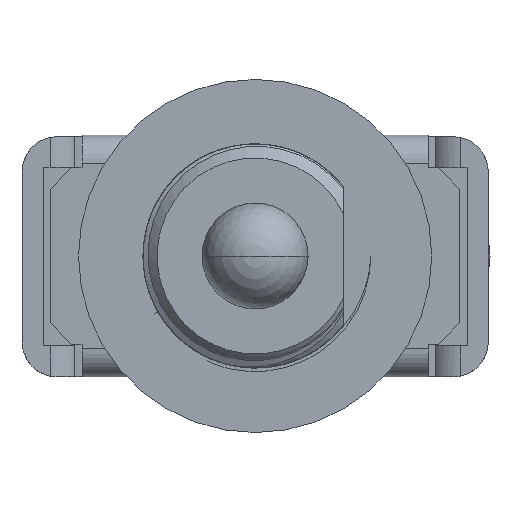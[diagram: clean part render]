
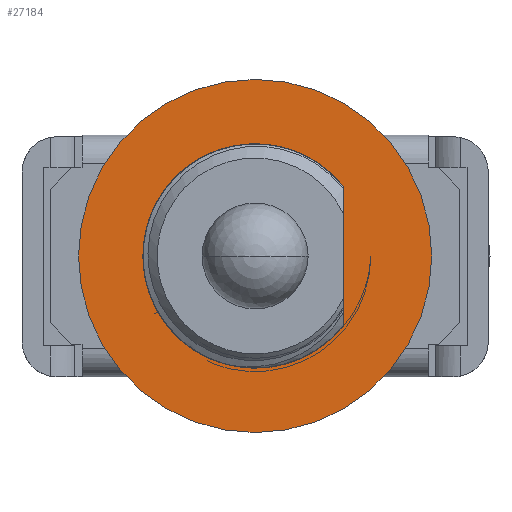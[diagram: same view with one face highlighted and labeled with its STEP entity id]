
A CAD part, front view. The second image highlights one B-rep face of the part: STEP entity #27184.
In plain terms, the highlighted planar face has unit normal (0, -1, 0).
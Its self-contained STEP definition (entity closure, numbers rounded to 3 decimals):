
#9501=CARTESIAN_POINT('',(0.,-1.47,0.025));
#9502=DIRECTION('',(0.,-1.,0.));
#9503=DIRECTION('',(1.,0.,0.));
#9504=AXIS2_PLACEMENT_3D('',#9501,#9502,#9503);
#9506=CARTESIAN_POINT('',(0.,-1.47,0.025));
#9507=DIRECTION('',(0.,1.,0.));
#9508=DIRECTION('',(1.,0.,0.));
#9509=AXIS2_PLACEMENT_3D('',#9506,#9507,#9508);
#9728=CARTESIAN_POINT('',(5.,-1.47,0.025));
#9729=VERTEX_POINT('',#9728);
#9730=CARTESIAN_POINT('',(-5.,-1.47,0.025));
#9731=VERTEX_POINT('',#9730);
#27175=CARTESIAN_POINT('',(0.,-1.47,0.025));
#27176=DIRECTION('',(0.,-1.,0.));
#27177=DIRECTION('',(1.,0.,0.));
#27178=AXIS2_PLACEMENT_3D('',#27175,#27176,#27177);
#27179=PLANE('',#27178);
#27180=ORIENTED_EDGE('',*,*,#27154,.F.);
#27181=ORIENTED_EDGE('',*,*,#27170,.T.);
#27182=EDGE_LOOP('',(#27180,#27181));
#27183=FACE_OUTER_BOUND('',#27182,.F.);
#27184=ADVANCED_FACE('',(#27183),#27179,.T.);
#9505=CIRCLE('',#9504,5.);
#9510=CIRCLE('',#9509,5.);
#27154=EDGE_CURVE('',#9729,#9731,#9505,.T.);
#27170=EDGE_CURVE('',#9729,#9731,#9510,.T.);
